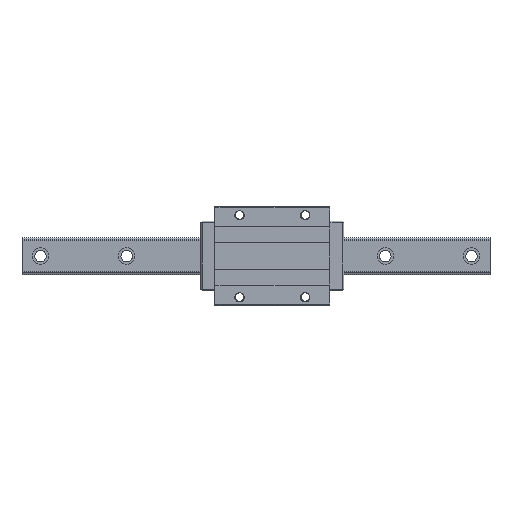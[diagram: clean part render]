
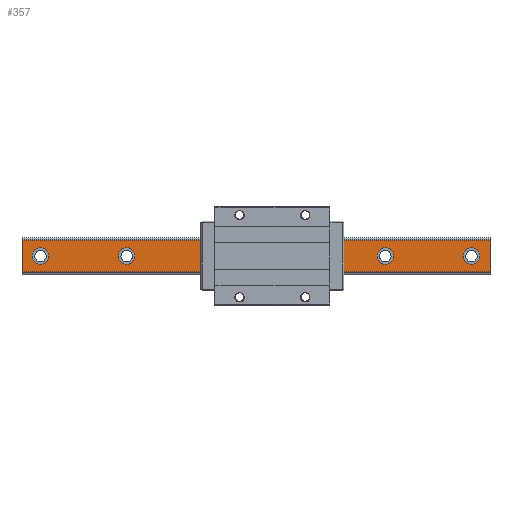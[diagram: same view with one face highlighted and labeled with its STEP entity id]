
A CAD part, top view. The second image highlights one B-rep face of the part: STEP entity #357.
In plain terms, the highlighted planar face has unit normal (0, 0, 1).
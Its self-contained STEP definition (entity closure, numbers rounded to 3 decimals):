
#126=FACE_BOUND('',#962,.T.);
#127=FACE_BOUND('',#963,.T.);
#128=FACE_BOUND('',#964,.T.);
#129=FACE_BOUND('',#965,.T.);
#130=FACE_BOUND('',#966,.T.);
#131=FACE_BOUND('',#967,.T.);
#132=FACE_BOUND('',#968,.T.);
#357=ADVANCED_FACE('',(#126,#127,#128,#129,#130,#131,#132),#600,.F.);
#600=PLANE('',#4986);
#962=EDGE_LOOP('',(#1382));
#963=EDGE_LOOP('',(#1383));
#964=EDGE_LOOP('',(#1384));
#965=EDGE_LOOP('',(#1385));
#966=EDGE_LOOP('',(#1386));
#967=EDGE_LOOP('',(#1387));
#968=EDGE_LOOP('',(#1388,#1389,#1390,#1391));
#1382=ORIENTED_EDGE('',*,*,#3271,.T.);
#1383=ORIENTED_EDGE('',*,*,#3272,.T.);
#1384=ORIENTED_EDGE('',*,*,#3273,.T.);
#1385=ORIENTED_EDGE('',*,*,#3274,.T.);
#1386=ORIENTED_EDGE('',*,*,#3275,.T.);
#1387=ORIENTED_EDGE('',*,*,#3276,.T.);
#1388=ORIENTED_EDGE('',*,*,#3277,.T.);
#1389=ORIENTED_EDGE('',*,*,#3278,.F.);
#1390=ORIENTED_EDGE('',*,*,#3279,.F.);
#1391=ORIENTED_EDGE('',*,*,#3269,.T.);
#2734=VERTEX_POINT('',#6950);
#2735=VERTEX_POINT('',#6952);
#2736=VERTEX_POINT('',#6956);
#2737=VERTEX_POINT('',#6958);
#2738=VERTEX_POINT('',#6960);
#2739=VERTEX_POINT('',#6962);
#2740=VERTEX_POINT('',#6964);
#2741=VERTEX_POINT('',#6966);
#2742=VERTEX_POINT('',#6968);
#2743=VERTEX_POINT('',#6970);
#3269=EDGE_CURVE('',#2735,#2734,#4349,.T.);
#3271=EDGE_CURVE('',#2736,#2736,#4112,.T.);
#3272=EDGE_CURVE('',#2737,#2737,#4113,.T.);
#3273=EDGE_CURVE('',#2738,#2738,#4114,.T.);
#3274=EDGE_CURVE('',#2739,#2739,#4115,.T.);
#3275=EDGE_CURVE('',#2740,#2740,#4116,.T.);
#3276=EDGE_CURVE('',#2741,#2741,#4117,.T.);
#3277=EDGE_CURVE('',#2734,#2742,#4350,.T.);
#3278=EDGE_CURVE('',#2743,#2742,#4351,.T.);
#3279=EDGE_CURVE('',#2735,#2743,#4352,.T.);
#4112=CIRCLE('',#4980,10.);
#4113=CIRCLE('',#4981,10.);
#4114=CIRCLE('',#4982,10.);
#4115=CIRCLE('',#4983,10.);
#4116=CIRCLE('',#4984,10.);
#4117=CIRCLE('',#4985,10.);
#4349=LINE('',#6951,#4656);
#4350=LINE('',#6967,#4657);
#4351=LINE('',#6969,#4658);
#4352=LINE('',#6971,#4659);
#4656=VECTOR('',#5569,1.);
#4657=VECTOR('',#5586,1.);
#4658=VECTOR('',#5587,1.);
#4659=VECTOR('',#5588,1.);
#4980=AXIS2_PLACEMENT_3D('',#6955,#5574,#5575);
#4981=AXIS2_PLACEMENT_3D('',#6957,#5576,#5577);
#4982=AXIS2_PLACEMENT_3D('',#6959,#5578,#5579);
#4983=AXIS2_PLACEMENT_3D('',#6961,#5580,#5581);
#4984=AXIS2_PLACEMENT_3D('',#6963,#5582,#5583);
#4985=AXIS2_PLACEMENT_3D('',#6965,#5584,#5585);
#4986=AXIS2_PLACEMENT_3D('',#6972,#5589,#5590);
#5569=DIRECTION('',(1.,0.,0.));
#5574=DIRECTION('',(0.,0.,-1.));
#5575=DIRECTION('',(-1.,0.,0.));
#5576=DIRECTION('',(0.,0.,-1.));
#5577=DIRECTION('',(-1.,0.,0.));
#5578=DIRECTION('',(0.,0.,-1.));
#5579=DIRECTION('',(-1.,0.,0.));
#5580=DIRECTION('',(0.,0.,-1.));
#5581=DIRECTION('',(-1.,0.,0.));
#5582=DIRECTION('',(0.,0.,-1.));
#5583=DIRECTION('',(-1.,0.,0.));
#5584=DIRECTION('',(0.,0.,-1.));
#5585=DIRECTION('',(-1.,0.,0.));
#5586=DIRECTION('',(0.,1.,0.));
#5587=DIRECTION('',(1.,0.,0.));
#5588=DIRECTION('',(0.,1.,0.));
#5589=DIRECTION('',(0.,0.,-1.));
#5590=DIRECTION('',(-1.,0.,0.));
#6950=CARTESIAN_POINT('',(384.994,-1540.036,32.));
#6951=CARTESIAN_POINT('',(-0.006,-1540.036,32.));
#6952=CARTESIAN_POINT('',(-185.006,-1540.036,32.));
#6955=CARTESIAN_POINT('',(362.494,-1520.846,32.));
#6956=CARTESIAN_POINT('',(352.494,-1520.846,32.));
#6957=CARTESIAN_POINT('',(257.494,-1520.846,32.));
#6958=CARTESIAN_POINT('',(247.494,-1520.846,32.));
#6959=CARTESIAN_POINT('',(152.494,-1520.846,32.));
#6960=CARTESIAN_POINT('',(142.494,-1520.846,32.));
#6961=CARTESIAN_POINT('',(47.494,-1520.846,32.));
#6962=CARTESIAN_POINT('',(37.494,-1520.846,32.));
#6963=CARTESIAN_POINT('',(-57.506,-1520.846,32.));
#6964=CARTESIAN_POINT('',(-67.506,-1520.846,32.));
#6965=CARTESIAN_POINT('',(-162.506,-1520.846,32.));
#6966=CARTESIAN_POINT('',(-172.506,-1520.846,32.));
#6967=CARTESIAN_POINT('',(384.994,-1540.036,32.));
#6968=CARTESIAN_POINT('',(384.994,-1501.656,32.));
#6969=CARTESIAN_POINT('',(-0.006,-1501.656,32.));
#6970=CARTESIAN_POINT('',(-185.006,-1501.656,32.));
#6971=CARTESIAN_POINT('',(-185.006,-1540.036,32.));
#6972=CARTESIAN_POINT('',(-0.006,-1540.036,32.));
